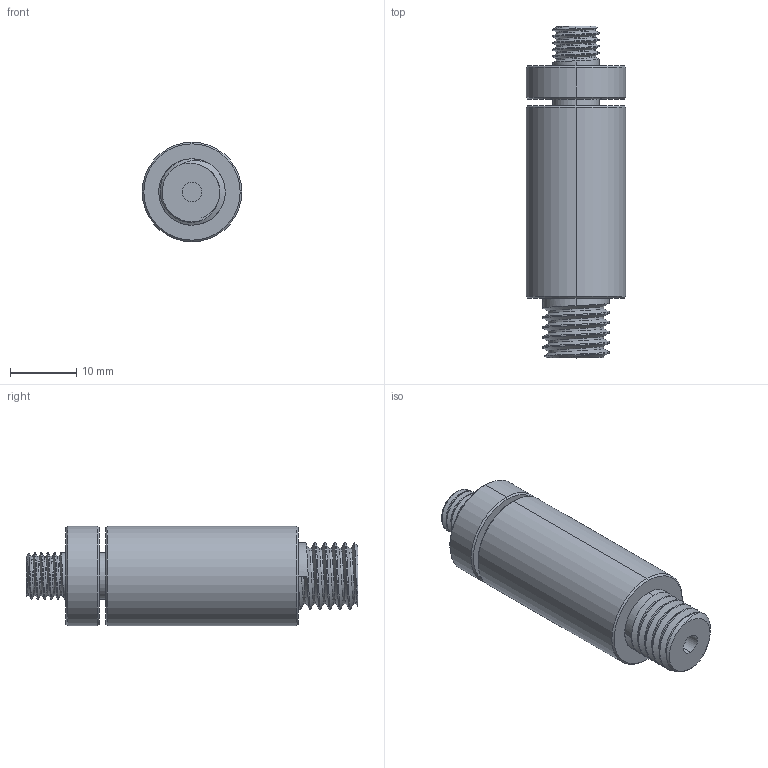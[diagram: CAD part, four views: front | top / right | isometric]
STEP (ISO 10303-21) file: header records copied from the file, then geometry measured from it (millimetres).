
FILE_DESCRIPTION (( 'STEP AP203' ), '1' );
FILE_NAME ('T37630(2).STEP', '2023-06-08T07:48:42', ( '' ), ( '' ), 'SwSTEP 2.0', 'SolidWorks 2022', '' );
FILE_SCHEMA (( 'CONFIG_CONTROL_DESIGN' ));
Length unit declared in the file: millimetre
Products named in the file (1): T37630(2)
Bounding box: 15 x 50 x 15 mm (x, y, z)
Volume: 6511.2 mm3; surface area: 3221.8 mm2
Topology: 1 solids, 1 shells, 65 faces, 158 edges, 101 vertices
Faces by surface type: cylinder 35, cone 14, plane 10, bspline 6
Entity records: 3780 total; most frequent: CARTESIAN_POINT 2337, ORIENTED_EDGE 316, DIRECTION 257, EDGE_CURVE 158, AXIS2_PLACEMENT_3D 102, VERTEX_POINT 101, EDGE_LOOP 71, FACE_OUTER_BOUND 65
